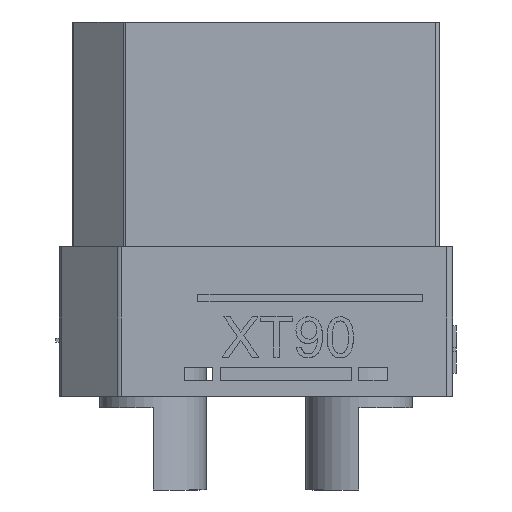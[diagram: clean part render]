
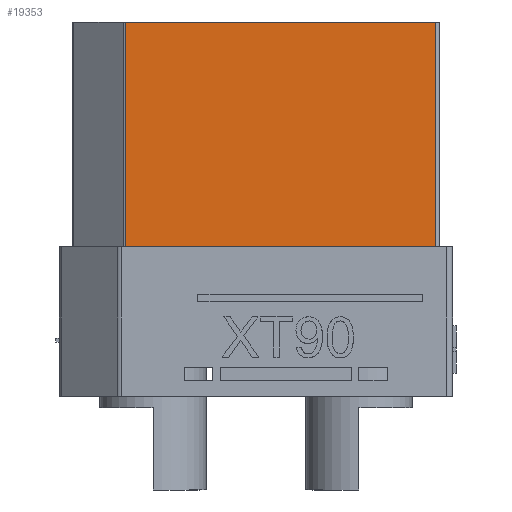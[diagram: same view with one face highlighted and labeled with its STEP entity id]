
A CAD part, front view. The second image highlights one B-rep face of the part: STEP entity #19353.
In plain terms, the highlighted face is planar.
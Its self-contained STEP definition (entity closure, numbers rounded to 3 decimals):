
#18857 = VERTEX_POINT('',#18858);
#18858 = CARTESIAN_POINT('',(13.534,20.,-0.7));
#18865 = EDGE_CURVE('',#18857,#18866,#18868,.T.);
#18866 = VERTEX_POINT('',#18867);
#18867 = CARTESIAN_POINT('',(30.1,20.,-0.7));
#18868 = LINE('',#18869,#18870);
#18869 = CARTESIAN_POINT('',(22.73,20.,-0.7));
#18870 = VECTOR('',#18871,1.);
#18871 = DIRECTION('',(1.,0.,0.));
#19087 = VERTEX_POINT('',#19088);
#19088 = CARTESIAN_POINT('',(13.534,8.,-0.7));
#19095 = EDGE_CURVE('',#19087,#18857,#19096,.T.);
#19096 = LINE('',#19097,#19098);
#19097 = CARTESIAN_POINT('',(13.534,20.,-0.7));
#19098 = VECTOR('',#19099,1.);
#19099 = DIRECTION('',(0.,1.,0.));
#19110 = EDGE_CURVE('',#18866,#19111,#19113,.T.);
#19111 = VERTEX_POINT('',#19112);
#19112 = CARTESIAN_POINT('',(30.1,8.,-0.7));
#19113 = LINE('',#19114,#19115);
#19114 = CARTESIAN_POINT('',(30.1,20.,-0.7));
#19115 = VECTOR('',#19116,1.);
#19116 = DIRECTION('',(0.,-1.,0.));
#19353 = ADVANCED_FACE('',(#19354),#19365,.F.);
#19354 = FACE_BOUND('',#19355,.T.);
#19355 = EDGE_LOOP('',(#19356,#19357,#19363,#19364));
#19356 = ORIENTED_EDGE('',*,*,#19095,.F.);
#19357 = ORIENTED_EDGE('',*,*,#19358,.T.);
#19358 = EDGE_CURVE('',#19087,#19111,#19359,.T.);
#19359 = LINE('',#19360,#19361);
#19360 = CARTESIAN_POINT('',(13.459,8.,-0.7));
#19361 = VECTOR('',#19362,1.);
#19362 = DIRECTION('',(1.,0.,0.));
#19363 = ORIENTED_EDGE('',*,*,#19110,.F.);
#19364 = ORIENTED_EDGE('',*,*,#18865,.F.);
#19365 = PLANE('',#19366);
#19366 = AXIS2_PLACEMENT_3D('',#19367,#19368,#19369);
#19367 = CARTESIAN_POINT('',(13.459,20.,-0.7));
#19368 = DIRECTION('',(0.,0.,-1.));
#19369 = DIRECTION('',(1.,0.,0.));
